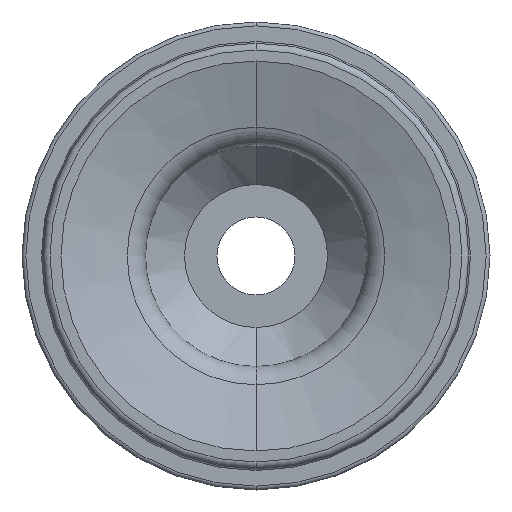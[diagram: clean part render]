
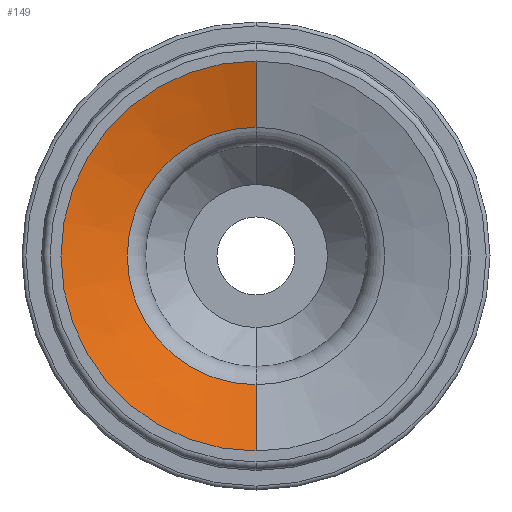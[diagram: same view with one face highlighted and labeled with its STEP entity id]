
A CAD part, front view. The second image highlights one B-rep face of the part: STEP entity #149.
In plain terms, the highlighted conical face has half-angle 72.663 degrees and reference radius 15 mm.
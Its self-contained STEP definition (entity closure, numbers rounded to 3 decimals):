
#149=ADVANCED_FACE('',(#380),#381,.F.);
#380=FACE_OUTER_BOUND('',#700,.T.);
#381=CONICAL_SURFACE('',#701,15.0,1.268);
#700=EDGE_LOOP('',(#4829,#4830,#4831,#4832));
#701=AXIS2_PLACEMENT_3D('',#4833,#4834,#4835);
#4829=ORIENTED_EDGE('',*,*,#5531,.T.);
#4830=ORIENTED_EDGE('',*,*,#5569,.T.);
#4831=ORIENTED_EDGE('',*,*,#5570,.F.);
#4832=ORIENTED_EDGE('',*,*,#5571,.F.);
#4833=CARTESIAN_POINT('',(0.0,-30.5,0.0));
#4834=DIRECTION('',(0.0,-1.0,-0.0));
#4835=DIRECTION('',(0.0,0.0,-1.0));
#5531=EDGE_CURVE('',#5869,#5873,#5875,.T.);
#5569=EDGE_CURVE('',#5873,#5929,#5930,.T.);
#5570=EDGE_CURVE('',#5931,#5929,#5932,.T.);
#5571=EDGE_CURVE('',#5869,#5931,#5933,.T.);
#5869=VERTEX_POINT('',#6349);
#5873=VERTEX_POINT('',#6353);
#5875=CIRCLE('',#6355,9.904);
#5929=VERTEX_POINT('',#6422);
#5930=LINE('',#6423,#6424);
#5931=VERTEX_POINT('',#6425);
#5932=CIRCLE('',#6426,15.0);
#5933=LINE('',#6427,#6428);
#6349=CARTESIAN_POINT('',(0.0,-28.909,-9.904));
#6353=CARTESIAN_POINT('',(0.,-28.909,9.904));
#6355=AXIS2_PLACEMENT_3D('',#8485,#8486,#8487);
#6422=CARTESIAN_POINT('',(0.,-30.5,15.0));
#6423=CARTESIAN_POINT('',(0.,-30.5,15.0));
#6424=VECTOR('',#8549,1000.0);
#6425=CARTESIAN_POINT('',(0.0,-30.5,-15.0));
#6426=AXIS2_PLACEMENT_3D('',#8550,#8551,#8552);
#6427=CARTESIAN_POINT('',(0.0,-30.5,-15.0));
#6428=VECTOR('',#8553,1000.0);
#8485=CARTESIAN_POINT('',(0.0,-28.909,0.0));
#8486=DIRECTION('',(0.0,1.0,0.0));
#8487=DIRECTION('',(0.0,0.0,1.0));
#8549=DIRECTION('',(0.,-0.298,0.955));
#8550=CARTESIAN_POINT('',(0.0,-30.5,0.0));
#8551=DIRECTION('',(0.0,1.0,0.0));
#8552=DIRECTION('',(0.0,0.0,1.0));
#8553=DIRECTION('',(0.0,-0.298,-0.955));
